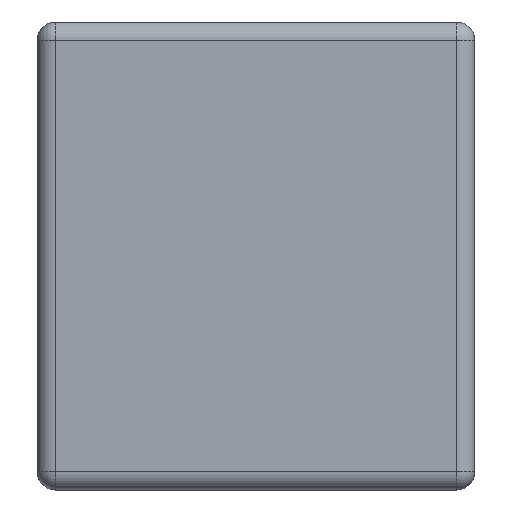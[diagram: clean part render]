
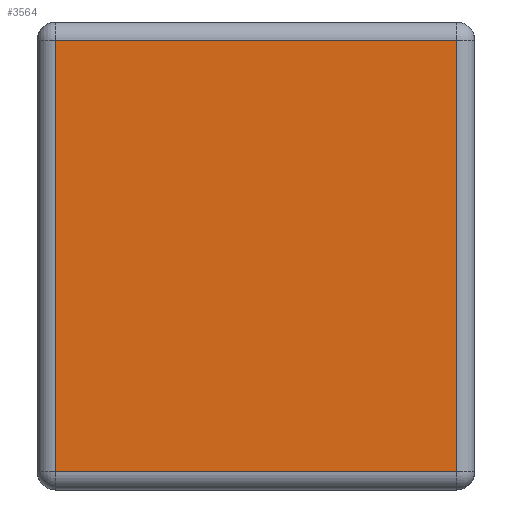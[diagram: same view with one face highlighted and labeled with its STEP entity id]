
A CAD part, left-side view. The second image highlights one B-rep face of the part: STEP entity #3564.
In plain terms, the highlighted planar face has unit normal (-1, 0, 0).
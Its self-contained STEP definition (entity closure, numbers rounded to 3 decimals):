
#213 = CARTESIAN_POINT ( 'NONE',  ( -23.5, 16.5, 38.5 ) ) ;
#261 = PLANE ( 'NONE',  #3127 ) ;
#266 = CARTESIAN_POINT ( 'NONE',  ( -23.5, 18., 1.5 ) ) ;
#272 = VECTOR ( 'NONE', #277, 1000. ) ;
#277 = DIRECTION ( 'NONE',  ( 0., 0., 1. ) ) ;
#307 = ORIENTED_EDGE ( 'NONE', *, *, #797, .T. ) ;
#365 = VERTEX_POINT ( 'NONE', #790 ) ;
#511 = CARTESIAN_POINT ( 'NONE',  ( -23.5, 18., 37. ) ) ;
#587 = CARTESIAN_POINT ( 'NONE',  ( -23.5, -16.5, 38.5 ) ) ;
#596 = VECTOR ( 'NONE', #1339, 1000. ) ;
#611 = CARTESIAN_POINT ( 'NONE',  ( -23.5, 18., 38.5 ) ) ;
#722 = VERTEX_POINT ( 'NONE', #723 ) ;
#723 = CARTESIAN_POINT ( 'NONE',  ( -23.5, -16.5, 37. ) ) ;
#755 = CARTESIAN_POINT ( 'NONE',  ( -23.5, 16.5, 37. ) ) ;
#790 = CARTESIAN_POINT ( 'NONE',  ( -23.5, -16.5, 1.5 ) ) ;
#797 = EDGE_CURVE ( 'NONE', #2296, #1816, #3438, .T. ) ;
#890 = DIRECTION ( 'NONE',  ( 1., 0., 0. ) ) ;
#916 = ORIENTED_EDGE ( 'NONE', *, *, #2779, .T. ) ;
#1083 = DIRECTION ( 'NONE',  ( 0., -1., 0. ) ) ;
#1216 = LINE ( 'NONE', #266, #2614 ) ;
#1264 = LINE ( 'NONE', #587, #272 ) ;
#1314 = ORIENTED_EDGE ( 'NONE', *, *, #2190, .T. ) ;
#1339 = DIRECTION ( 'NONE',  ( 0., 0., -1. ) ) ;
#1599 = EDGE_CURVE ( 'NONE', #1816, #365, #1216, .T. ) ;
#1613 = VECTOR ( 'NONE', #3317, 1000. ) ;
#1711 = CARTESIAN_POINT ( 'NONE',  ( -23.5, 16.5, 1.5 ) ) ;
#1816 = VERTEX_POINT ( 'NONE', #1711 ) ;
#2041 = EDGE_LOOP ( 'NONE', ( #1314, #307, #2629, #916 ) ) ;
#2190 = EDGE_CURVE ( 'NONE', #722, #2296, #2843, .T. ) ;
#2296 = VERTEX_POINT ( 'NONE', #755 ) ;
#2614 = VECTOR ( 'NONE', #1083, 1000. ) ;
#2629 = ORIENTED_EDGE ( 'NONE', *, *, #1599, .T. ) ;
#2748 = FACE_OUTER_BOUND ( 'NONE', #2041, .T. ) ;
#2779 = EDGE_CURVE ( 'NONE', #365, #722, #1264, .T. ) ;
#2843 = LINE ( 'NONE', #511, #1613 ) ;
#2869 = DIRECTION ( 'NONE',  ( 0., 1., 0. ) ) ;
#3127 = AXIS2_PLACEMENT_3D ( 'NONE', #611, #890, #2869 ) ;
#3317 = DIRECTION ( 'NONE',  ( 0., 1., 0. ) ) ;
#3438 = LINE ( 'NONE', #213, #596 ) ;
#3564 = ADVANCED_FACE ( 'NONE', ( #2748 ), #261, .F. ) ;
